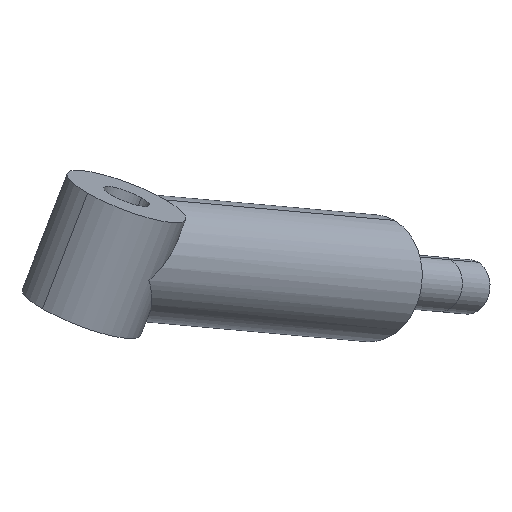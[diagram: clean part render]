
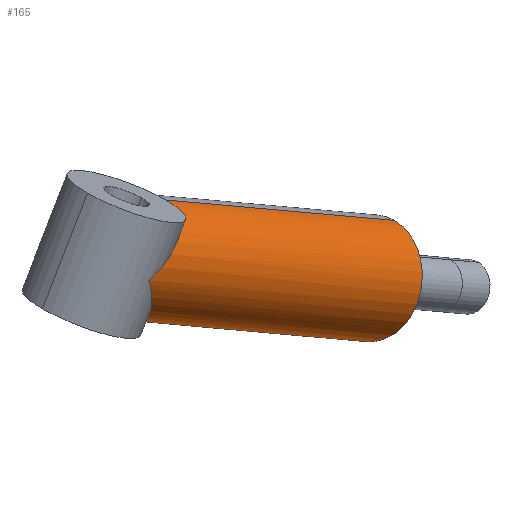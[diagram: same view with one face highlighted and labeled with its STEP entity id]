
A CAD part, isometric view. The second image highlights one B-rep face of the part: STEP entity #165.
In plain terms, the highlighted cylindrical face has radius 13 mm (diameter 26 mm), a partial arc.
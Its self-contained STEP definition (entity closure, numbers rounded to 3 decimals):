
#2 = CARTESIAN_POINT ( 'NONE',  ( 17.758, 0., 4.758 ) ) ;
#11 = EDGE_CURVE ( 'NONE', #400, #391, #492, .T. ) ;
#25 = EDGE_CURVE ( 'NONE', #304, #327, #537, .T. ) ;
#27 =( BOUNDED_CURVE ( )  B_SPLINE_CURVE ( 3, ( #76, #459, #340, #2 ),
 .UNSPECIFIED., .F., .F. ) 
 B_SPLINE_CURVE_WITH_KNOTS ( ( 4, 4 ),
 ( 4.712, 6.283 ),
 .UNSPECIFIED. ) 
 CURVE ( )  GEOMETRIC_REPRESENTATION_ITEM ( )  RATIONAL_B_SPLINE_CURVE ( ( 1., 0.805, 0.805, 1. ) ) 
 REPRESENTATION_ITEM ( '' )  );
#28 = DIRECTION ( 'NONE',  ( 0.866, 0., -0.5 ) ) ;
#29 = VECTOR ( 'NONE', #28, 1000. ) ;
#30 = CARTESIAN_POINT ( 'NONE',  ( 4.758, 0., -17.758 ) ) ;
#56 = ORIENTED_EDGE ( 'NONE', *, *, #527, .T. ) ;
#61 = ORIENTED_EDGE ( 'NONE', *, *, #25, .T. ) ;
#62 = DIRECTION ( 'NONE',  ( -0.866, 0., 0.5 ) ) ;
#68 = LINE ( 'NONE', #285, #29 ) ;
#70 = CARTESIAN_POINT ( 'NONE',  ( -9.103, 0., 5.255 ) ) ;
#76 = CARTESIAN_POINT ( 'NONE',  ( 0., -13., 0. ) ) ;
#78 = EDGE_CURVE ( 'NONE', #391, #421, #27, .T. ) ;
#81 = VECTOR ( 'NONE', #198, 1000. ) ;
#97 = CARTESIAN_POINT ( 'NONE',  ( 71., 0., -56.003 ) ) ;
#108 = CARTESIAN_POINT ( 'NONE',  ( 0., -13., 0. ) ) ;
#109 = CARTESIAN_POINT ( 'NONE',  ( 0., -13., 0. ) ) ;
#110 = CARTESIAN_POINT ( 'NONE',  ( 77.5, 0., -44.745 ) ) ;
#115 = CARTESIAN_POINT ( 'NONE',  ( 17.758, 0., 4.758 ) ) ;
#163 = DIRECTION ( 'NONE',  ( 0.5, 0., 0.866 ) ) ;
#165 = ADVANCED_FACE ( 'NONE', ( #301 ), #452, .T. ) ;
#198 = DIRECTION ( 'NONE',  ( 0.866, 0., -0.5 ) ) ;
#200 = LINE ( 'NONE', #283, #81 ) ;
#235 = CARTESIAN_POINT ( 'NONE',  ( 84., 0., -33.486 ) ) ;
#256 = DIRECTION ( 'NONE',  ( -0.5, 0., -0.866 ) ) ;
#283 = CARTESIAN_POINT ( 'NONE',  ( -2.603, 0., 16.514 ) ) ;
#285 = CARTESIAN_POINT ( 'NONE',  ( -15.603, 0., -6.003 ) ) ;
#287 = AXIS2_PLACEMENT_3D ( 'NONE', #110, #62, #163 ) ;
#288 = CARTESIAN_POINT ( 'NONE',  ( 4.758, -7.615, -17.758 ) ) ;
#301 = FACE_OUTER_BOUND ( 'NONE', #412, .T. ) ;
#304 = VERTEX_POINT ( 'NONE', #97 ) ;
#321 = AXIS2_PLACEMENT_3D ( 'NONE', #70, #461, #256 ) ;
#327 = VERTEX_POINT ( 'NONE', #235 ) ;
#338 = ORIENTED_EDGE ( 'NONE', *, *, #11, .F. ) ;
#340 = CARTESIAN_POINT ( 'NONE',  ( 17.758, -7.615, 4.758 ) ) ;
#382 = ORIENTED_EDGE ( 'NONE', *, *, #78, .F. ) ;
#391 = VERTEX_POINT ( 'NONE', #109 ) ;
#400 = VERTEX_POINT ( 'NONE', #30 ) ;
#412 = EDGE_LOOP ( 'NONE', ( #456, #382, #338, #56, #61 ) ) ;
#421 = VERTEX_POINT ( 'NONE', #115 ) ;
#442 = CARTESIAN_POINT ( 'NONE',  ( 2.787, -13., -10.403 ) ) ;
#448 = CARTESIAN_POINT ( 'NONE',  ( 4.758, 0., -17.758 ) ) ;
#452 = CYLINDRICAL_SURFACE ( 'NONE', #321, 13. ) ;
#456 = ORIENTED_EDGE ( 'NONE', *, *, #457, .F. ) ;
#457 = EDGE_CURVE ( 'NONE', #421, #327, #200, .T. ) ;
#459 = CARTESIAN_POINT ( 'NONE',  ( 10.403, -13., 2.787 ) ) ;
#461 = DIRECTION ( 'NONE',  ( 0.866, 0., -0.5 ) ) ;
#492 =( BOUNDED_CURVE ( )  B_SPLINE_CURVE ( 3, ( #448, #288, #442, #108 ),
 .UNSPECIFIED., .F., .F. ) 
 B_SPLINE_CURVE_WITH_KNOTS ( ( 4, 4 ),
 ( 0., 1.571 ),
 .UNSPECIFIED. ) 
 CURVE ( )  GEOMETRIC_REPRESENTATION_ITEM ( )  RATIONAL_B_SPLINE_CURVE ( ( 1., 0.805, 0.805, 1. ) ) 
 REPRESENTATION_ITEM ( '' )  );
#527 = EDGE_CURVE ( 'NONE', #400, #304, #68, .T. ) ;
#537 = CIRCLE ( 'NONE', #287, 13. ) ;
